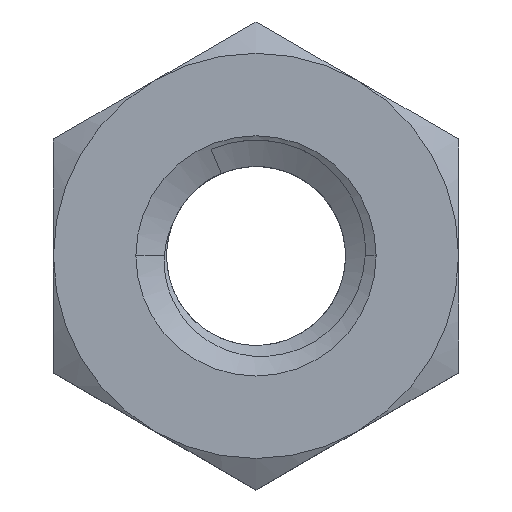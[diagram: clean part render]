
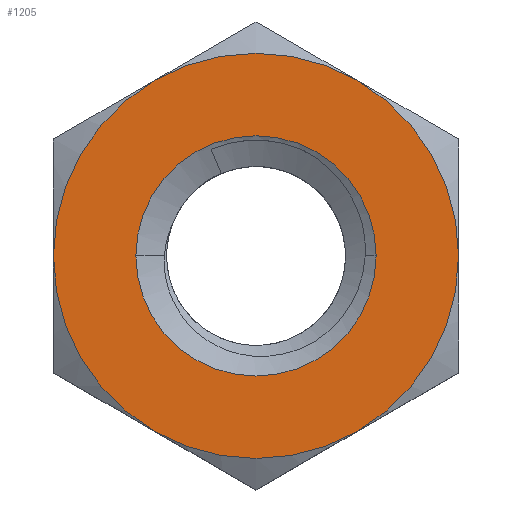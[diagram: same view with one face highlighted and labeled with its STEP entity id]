
A CAD part, top view. The second image highlights one B-rep face of the part: STEP entity #1205.
In plain terms, the highlighted planar face has unit normal (0, 0, 1).
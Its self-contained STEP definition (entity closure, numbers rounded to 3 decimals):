
#34 = DIRECTION ( 'NONE',  ( 0., 0., 1. ) ) ;
#40 = ORIENTED_EDGE ( 'NONE', *, *, #433, .F. ) ;
#56 = CARTESIAN_POINT ( 'NONE',  ( 0., 0., 1.1 ) ) ;
#71 = CIRCLE ( 'NONE', #151, 3.5 ) ;
#72 = DIRECTION ( 'NONE',  ( 0., 0., 1. ) ) ;
#78 = EDGE_CURVE ( 'NONE', #565, #939, #1307, .T. ) ;
#80 = CARTESIAN_POINT ( 'NONE',  ( 2.076, 0., 1.1 ) ) ;
#83 = CARTESIAN_POINT ( 'NONE',  ( 0., 0., 1.1 ) ) ;
#131 = EDGE_CURVE ( 'NONE', #1637, #745, #249, .T. ) ;
#151 = AXIS2_PLACEMENT_3D ( 'NONE', #83, #72, #945 ) ;
#169 = FACE_OUTER_BOUND ( 'NONE', #1248, .T. ) ;
#173 = DIRECTION ( 'NONE',  ( 0., 0., 1. ) ) ;
#180 = ORIENTED_EDGE ( 'NONE', *, *, #1437, .T. ) ;
#190 = CARTESIAN_POINT ( 'NONE',  ( 3.5, 0., 1.1 ) ) ;
#194 = CARTESIAN_POINT ( 'NONE',  ( 0., 0., 1.1 ) ) ;
#249 = CIRCLE ( 'NONE', #560, 3.5 ) ;
#329 = DIRECTION ( 'NONE',  ( 1., 0., 0. ) ) ;
#330 = AXIS2_PLACEMENT_3D ( 'NONE', #1449, #445, #1324 ) ;
#370 = DIRECTION ( 'NONE',  ( 1., 0., 0. ) ) ;
#387 = EDGE_CURVE ( 'NONE', #1625, #1211, #1010, .T. ) ;
#430 = ORIENTED_EDGE ( 'NONE', *, *, #1002, .T. ) ;
#433 = EDGE_CURVE ( 'NONE', #1214, #544, #1385, .T. ) ;
#445 = DIRECTION ( 'NONE',  ( 0., 0., 1. ) ) ;
#490 = ORIENTED_EDGE ( 'NONE', *, *, #131, .T. ) ;
#516 = AXIS2_PLACEMENT_3D ( 'NONE', #56, #173, #930 ) ;
#544 = VERTEX_POINT ( 'NONE', #1420 ) ;
#560 = AXIS2_PLACEMENT_3D ( 'NONE', #1614, #851, #606 ) ;
#561 = ORIENTED_EDGE ( 'NONE', *, *, #387, .T. ) ;
#565 = VERTEX_POINT ( 'NONE', #1172 ) ;
#606 = DIRECTION ( 'NONE',  ( 1., 0., 0. ) ) ;
#642 = DIRECTION ( 'NONE',  ( 0., 0., 1. ) ) ;
#702 = AXIS2_PLACEMENT_3D ( 'NONE', #1141, #642, #1538 ) ;
#706 = EDGE_LOOP ( 'NONE', ( #40, #913 ) ) ;
#745 = VERTEX_POINT ( 'NONE', #1006 ) ;
#758 = CIRCLE ( 'NONE', #330, 2.076 ) ;
#814 = DIRECTION ( 'NONE',  ( 1., 0., 0. ) ) ;
#819 = DIRECTION ( 'NONE',  ( 0., 0., 1. ) ) ;
#851 = DIRECTION ( 'NONE',  ( 0., 0., 1. ) ) ;
#871 = CIRCLE ( 'NONE', #1343, 3.5 ) ;
#873 = CIRCLE ( 'NONE', #897, 3.5 ) ;
#897 = AXIS2_PLACEMENT_3D ( 'NONE', #194, #1442, #814 ) ;
#913 = ORIENTED_EDGE ( 'NONE', *, *, #1110, .F. ) ;
#919 = AXIS2_PLACEMENT_3D ( 'NONE', #1073, #819, #329 ) ;
#930 = DIRECTION ( 'NONE',  ( 1., 0., 0. ) ) ;
#939 = VERTEX_POINT ( 'NONE', #1312 ) ;
#945 = DIRECTION ( 'NONE',  ( 1., 0., 0. ) ) ;
#1002 = EDGE_CURVE ( 'NONE', #1211, #565, #873, .T. ) ;
#1005 = CARTESIAN_POINT ( 'NONE',  ( 0., 0., 1.1 ) ) ;
#1006 = CARTESIAN_POINT ( 'NONE',  ( -1.75, -3.031, 1.1 ) ) ;
#1010 = CIRCLE ( 'NONE', #702, 3.5 ) ;
#1032 = DIRECTION ( 'NONE',  ( 1., 0., 0. ) ) ;
#1036 = CARTESIAN_POINT ( 'NONE',  ( 1.75, -3.031, 1.1 ) ) ;
#1066 = EDGE_CURVE ( 'NONE', #745, #1625, #71, .T. ) ;
#1067 = PLANE ( 'NONE',  #919 ) ;
#1073 = CARTESIAN_POINT ( 'NONE',  ( 0., 0., 1.1 ) ) ;
#1110 = EDGE_CURVE ( 'NONE', #544, #1214, #758, .T. ) ;
#1116 = ORIENTED_EDGE ( 'NONE', *, *, #78, .T. ) ;
#1141 = CARTESIAN_POINT ( 'NONE',  ( 0., 0., 1.1 ) ) ;
#1163 = FACE_BOUND ( 'NONE', #706, .T. ) ;
#1172 = CARTESIAN_POINT ( 'NONE',  ( 1.75, 3.031, 1.1 ) ) ;
#1205 = ADVANCED_FACE ( 'NONE', ( #1163, #169 ), #1067, .T. ) ;
#1211 = VERTEX_POINT ( 'NONE', #190 ) ;
#1214 = VERTEX_POINT ( 'NONE', #80 ) ;
#1248 = EDGE_LOOP ( 'NONE', ( #561, #430, #1116, #180, #490, #1554 ) ) ;
#1307 = CIRCLE ( 'NONE', #1383, 3.5 ) ;
#1312 = CARTESIAN_POINT ( 'NONE',  ( -1.75, 3.031, 1.1 ) ) ;
#1324 = DIRECTION ( 'NONE',  ( 1., 0., 0. ) ) ;
#1343 = AXIS2_PLACEMENT_3D ( 'NONE', #1617, #1623, #370 ) ;
#1383 = AXIS2_PLACEMENT_3D ( 'NONE', #1005, #34, #1032 ) ;
#1385 = CIRCLE ( 'NONE', #516, 2.076 ) ;
#1420 = CARTESIAN_POINT ( 'NONE',  ( -2.076, 0., 1.1 ) ) ;
#1437 = EDGE_CURVE ( 'NONE', #939, #1637, #871, .T. ) ;
#1442 = DIRECTION ( 'NONE',  ( 0., 0., 1. ) ) ;
#1449 = CARTESIAN_POINT ( 'NONE',  ( 0., 0., 1.1 ) ) ;
#1538 = DIRECTION ( 'NONE',  ( 1., 0., 0. ) ) ;
#1554 = ORIENTED_EDGE ( 'NONE', *, *, #1066, .T. ) ;
#1558 = CARTESIAN_POINT ( 'NONE',  ( -3.5, 0., 1.1 ) ) ;
#1614 = CARTESIAN_POINT ( 'NONE',  ( 0., 0., 1.1 ) ) ;
#1617 = CARTESIAN_POINT ( 'NONE',  ( 0., 0., 1.1 ) ) ;
#1623 = DIRECTION ( 'NONE',  ( 0., 0., 1. ) ) ;
#1625 = VERTEX_POINT ( 'NONE', #1036 ) ;
#1637 = VERTEX_POINT ( 'NONE', #1558 ) ;
